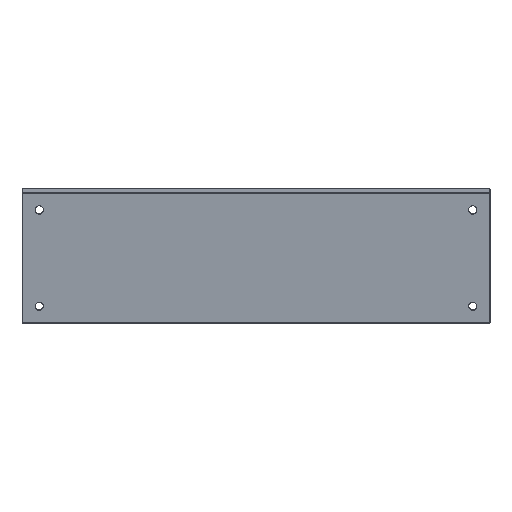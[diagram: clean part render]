
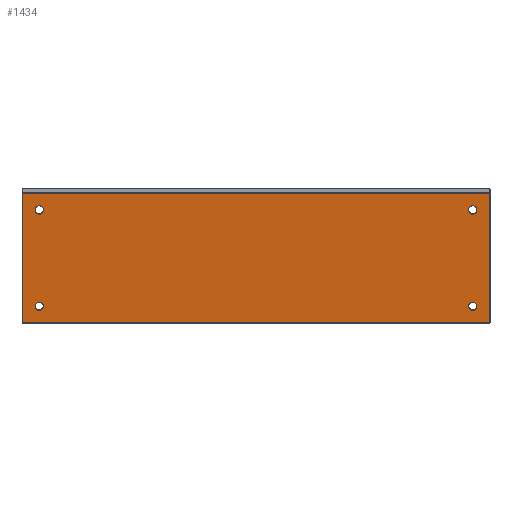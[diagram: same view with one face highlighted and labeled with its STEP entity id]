
A CAD part, top view. The second image highlights one B-rep face of the part: STEP entity #1434.
In plain terms, the highlighted planar face has unit normal (0, -0.122, 0.993).
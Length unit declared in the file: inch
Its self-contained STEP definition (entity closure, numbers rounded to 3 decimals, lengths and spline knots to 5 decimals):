
#19 = VERTEX_POINT ( 'NONE', #2858 ) ;
#67 = EDGE_CURVE ( 'NONE', #19, #3820, #1715, .T. ) ;
#94 = DIRECTION ( 'NONE',  ( 0., -0.122, 0.993 ) ) ;
#137 = LINE ( 'NONE', #1559, #2770 ) ;
#343 = VERTEX_POINT ( 'NONE', #494 ) ;
#357 = DIRECTION ( 'NONE',  ( 0., -0.993, -0.122 ) ) ;
#398 = PLANE ( 'NONE',  #4153 ) ;
#417 = AXIS2_PLACEMENT_3D ( 'NONE', #1673, #2308, #3271 ) ;
#419 = FACE_BOUND ( 'NONE', #2477, .T. ) ;
#438 = EDGE_CURVE ( 'NONE', #3820, #2669, #137, .T. ) ;
#494 = CARTESIAN_POINT ( 'NONE',  ( -15.09663, -6.27139, 0.28164 ) ) ;
#530 = AXIS2_PLACEMENT_3D ( 'NONE', #2573, #1589, #1605 ) ;
#547 = EDGE_CURVE ( 'NONE', #2272, #2159, #3691, .T. ) ;
#627 = CARTESIAN_POINT ( 'NONE',  ( -2.16245, -3.27719, 0.64928 ) ) ;
#673 = CIRCLE ( 'NONE', #3277, 0.125 ) ;
#850 = DIRECTION ( 'NONE',  ( 0., -0.122, 0.993 ) ) ;
#864 = CARTESIAN_POINT ( 'NONE',  ( -11.44111, -6.6436, 0.23594 ) ) ;
#890 = CARTESIAN_POINT ( 'NONE',  ( -15.09663, -3.15312, 0.66451 ) ) ;
#925 = CARTESIAN_POINT ( 'NONE',  ( -15.09663, -3.40126, 0.63405 ) ) ;
#952 = EDGE_LOOP ( 'NONE', ( #2370, #1803, #3432, #3940 ) ) ;
#968 = CARTESIAN_POINT ( 'NONE',  ( -15.09663, -6.02326, 0.31211 ) ) ;
#1004 = FACE_BOUND ( 'NONE', #1528, .T. ) ;
#1016 = CARTESIAN_POINT ( 'NONE',  ( -2.16245, -3.40126, 0.63405 ) ) ;
#1062 = CARTESIAN_POINT ( 'NONE',  ( -15.09663, -6.14732, 0.29687 ) ) ;
#1124 = AXIS2_PLACEMENT_3D ( 'NONE', #1062, #94, #357 ) ;
#1185 = VECTOR ( 'NONE', #1197, 39.37008 ) ;
#1197 = DIRECTION ( 'NONE',  ( 1., 0., 0. ) ) ;
#1233 = LINE ( 'NONE', #2126, #1676 ) ;
#1239 = VERTEX_POINT ( 'NONE', #968 ) ;
#1295 = EDGE_CURVE ( 'NONE', #343, #1239, #1856, .T. ) ;
#1309 = ORIENTED_EDGE ( 'NONE', *, *, #2271, .F. ) ;
#1434 = ADVANCED_FACE ( 'NONE', ( #419, #3677, #1004, #3721, #2844 ), #398, .T. ) ;
#1476 = DIRECTION ( 'NONE',  ( 0., -0.993, -0.122 ) ) ;
#1528 = EDGE_LOOP ( 'NONE', ( #2004, #2133 ) ) ;
#1559 = CARTESIAN_POINT ( 'NONE',  ( -11.44111, -2.78092, 0.71021 ) ) ;
#1578 = ORIENTED_EDGE ( 'NONE', *, *, #4040, .F. ) ;
#1579 = EDGE_CURVE ( 'NONE', #2159, #2272, #2895, .T. ) ;
#1589 = DIRECTION ( 'NONE',  ( 0., -0.122, 0.993 ) ) ;
#1605 = DIRECTION ( 'NONE',  ( 0., -0.993, -0.122 ) ) ;
#1630 = EDGE_LOOP ( 'NONE', ( #2391, #1578 ) ) ;
#1635 = DIRECTION ( 'NONE',  ( 0., -0.122, 0.993 ) ) ;
#1673 = CARTESIAN_POINT ( 'NONE',  ( -15.09663, -6.14732, 0.29687 ) ) ;
#1676 = VECTOR ( 'NONE', #4131, 39.37008 ) ;
#1715 = LINE ( 'NONE', #3842, #2869 ) ;
#1803 = ORIENTED_EDGE ( 'NONE', *, *, #3533, .T. ) ;
#1809 = AXIS2_PLACEMENT_3D ( 'NONE', #2729, #3062, #3387 ) ;
#1856 = CIRCLE ( 'NONE', #417, 0.125 ) ;
#1893 = CARTESIAN_POINT ( 'NONE',  ( -15.09663, -3.27719, 0.64928 ) ) ;
#1919 = VERTEX_POINT ( 'NONE', #925 ) ;
#1965 = VERTEX_POINT ( 'NONE', #2470 ) ;
#2003 = EDGE_CURVE ( 'NONE', #2986, #1965, #3051, .T. ) ;
#2004 = ORIENTED_EDGE ( 'NONE', *, *, #1579, .F. ) ;
#2126 = CARTESIAN_POINT ( 'NONE',  ( -15.59663, -6.65732, 0.23425 ) ) ;
#2133 = ORIENTED_EDGE ( 'NONE', *, *, #547, .F. ) ;
#2144 = AXIS2_PLACEMENT_3D ( 'NONE', #2147, #850, #1476 ) ;
#2147 = CARTESIAN_POINT ( 'NONE',  ( -2.16245, -6.14732, 0.29687 ) ) ;
#2151 = CARTESIAN_POINT ( 'NONE',  ( -1.66245, -2.78092, 0.71021 ) ) ;
#2159 = VERTEX_POINT ( 'NONE', #1016 ) ;
#2211 = DIRECTION ( 'NONE',  ( 0., -0.993, -0.122 ) ) ;
#2242 = DIRECTION ( 'NONE',  ( 0., -0.122, 0.993 ) ) ;
#2259 = ORIENTED_EDGE ( 'NONE', *, *, #2898, .F. ) ;
#2271 = EDGE_CURVE ( 'NONE', #1919, #2487, #673, .T. ) ;
#2272 = VERTEX_POINT ( 'NONE', #3675 ) ;
#2287 = CARTESIAN_POINT ( 'NONE',  ( -15.59663, -6.6436, 0.23594 ) ) ;
#2308 = DIRECTION ( 'NONE',  ( 0., -0.122, 0.993 ) ) ;
#2341 = DIRECTION ( 'NONE',  ( 0., -0.122, 0.993 ) ) ;
#2370 = ORIENTED_EDGE ( 'NONE', *, *, #438, .T. ) ;
#2384 = DIRECTION ( 'NONE',  ( 0., -0.993, -0.122 ) ) ;
#2391 = ORIENTED_EDGE ( 'NONE', *, *, #2003, .F. ) ;
#2400 = CARTESIAN_POINT ( 'NONE',  ( -15.09663, -3.27719, 0.64928 ) ) ;
#2470 = CARTESIAN_POINT ( 'NONE',  ( -2.16245, -6.02326, 0.31211 ) ) ;
#2477 = EDGE_LOOP ( 'NONE', ( #3214, #3630 ) ) ;
#2487 = VERTEX_POINT ( 'NONE', #890 ) ;
#2524 = CIRCLE ( 'NONE', #2144, 0.125 ) ;
#2573 = CARTESIAN_POINT ( 'NONE',  ( -2.16245, -6.14732, 0.29687 ) ) ;
#2669 = VERTEX_POINT ( 'NONE', #3568 ) ;
#2680 = DIRECTION ( 'NONE',  ( 0., -0.993, -0.122 ) ) ;
#2723 = EDGE_CURVE ( 'NONE', #1239, #343, #3921, .T. ) ;
#2729 = CARTESIAN_POINT ( 'NONE',  ( -2.16245, -3.27719, 0.64928 ) ) ;
#2770 = VECTOR ( 'NONE', #4128, 39.37008 ) ;
#2844 = FACE_OUTER_BOUND ( 'NONE', #952, .T. ) ;
#2858 = CARTESIAN_POINT ( 'NONE',  ( -1.66245, -6.6436, 0.23594 ) ) ;
#2869 = VECTOR ( 'NONE', #3536, 39.37008 ) ;
#2895 = CIRCLE ( 'NONE', #1809, 0.125 ) ;
#2898 = EDGE_CURVE ( 'NONE', #2487, #1919, #3758, .T. ) ;
#2977 = DIRECTION ( 'NONE',  ( 0., -0.122, 0.993 ) ) ;
#2986 = VERTEX_POINT ( 'NONE', #3887 ) ;
#3051 = CIRCLE ( 'NONE', #530, 0.125 ) ;
#3062 = DIRECTION ( 'NONE',  ( 0., -0.122, 0.993 ) ) ;
#3063 = EDGE_CURVE ( 'NONE', #3963, #19, #3139, .T. ) ;
#3139 = LINE ( 'NONE', #864, #1185 ) ;
#3195 = EDGE_LOOP ( 'NONE', ( #1309, #2259 ) ) ;
#3214 = ORIENTED_EDGE ( 'NONE', *, *, #1295, .F. ) ;
#3271 = DIRECTION ( 'NONE',  ( 0., -0.993, -0.122 ) ) ;
#3277 = AXIS2_PLACEMENT_3D ( 'NONE', #2400, #2977, #2384 ) ;
#3387 = DIRECTION ( 'NONE',  ( 0., -0.993, -0.122 ) ) ;
#3432 = ORIENTED_EDGE ( 'NONE', *, *, #3063, .T. ) ;
#3533 = EDGE_CURVE ( 'NONE', #2669, #3963, #1233, .T. ) ;
#3536 = DIRECTION ( 'NONE',  ( 0., 0.993, 0.122 ) ) ;
#3568 = CARTESIAN_POINT ( 'NONE',  ( -15.59663, -2.78092, 0.71021 ) ) ;
#3630 = ORIENTED_EDGE ( 'NONE', *, *, #2723, .F. ) ;
#3675 = CARTESIAN_POINT ( 'NONE',  ( -2.16245, -3.15312, 0.66451 ) ) ;
#3677 = FACE_BOUND ( 'NONE', #1630, .T. ) ;
#3691 = CIRCLE ( 'NONE', #3882, 0.125 ) ;
#3721 = FACE_BOUND ( 'NONE', #3195, .T. ) ;
#3758 = CIRCLE ( 'NONE', #4056, 0.125 ) ;
#3820 = VERTEX_POINT ( 'NONE', #2151 ) ;
#3842 = CARTESIAN_POINT ( 'NONE',  ( -1.66245, -6.65732, 0.23425 ) ) ;
#3882 = AXIS2_PLACEMENT_3D ( 'NONE', #627, #1635, #4182 ) ;
#3887 = CARTESIAN_POINT ( 'NONE',  ( -2.16245, -6.27139, 0.28164 ) ) ;
#3921 = CIRCLE ( 'NONE', #1124, 0.125 ) ;
#3940 = ORIENTED_EDGE ( 'NONE', *, *, #67, .T. ) ;
#3948 = CARTESIAN_POINT ( 'NONE',  ( -11.44111, -6.65732, 0.23425 ) ) ;
#3963 = VERTEX_POINT ( 'NONE', #2287 ) ;
#4040 = EDGE_CURVE ( 'NONE', #1965, #2986, #2524, .T. ) ;
#4056 = AXIS2_PLACEMENT_3D ( 'NONE', #1893, #2242, #2211 ) ;
#4128 = DIRECTION ( 'NONE',  ( -1., 0., 0. ) ) ;
#4131 = DIRECTION ( 'NONE',  ( 0., -0.993, -0.122 ) ) ;
#4153 = AXIS2_PLACEMENT_3D ( 'NONE', #3948, #2341, #2680 ) ;
#4182 = DIRECTION ( 'NONE',  ( 0., -0.993, -0.122 ) ) ;
